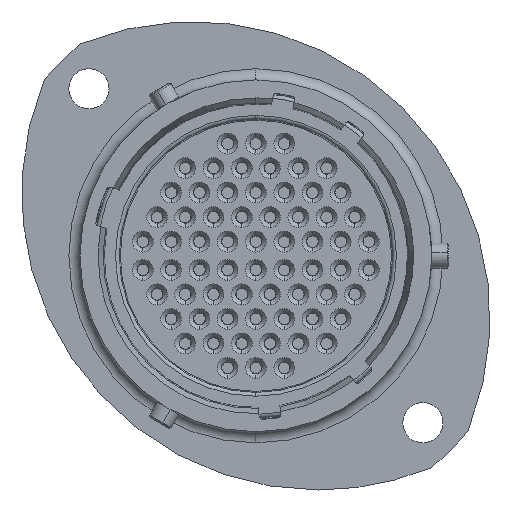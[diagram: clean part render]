
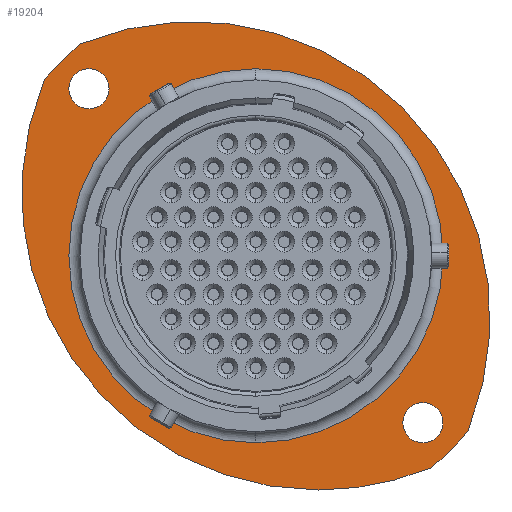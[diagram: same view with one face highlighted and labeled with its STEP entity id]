
A CAD part, left-side view. The second image highlights one B-rep face of the part: STEP entity #19204.
In plain terms, the highlighted planar face has unit normal (-1, 0, 0).
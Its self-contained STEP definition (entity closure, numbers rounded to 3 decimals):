
#964 = ORIENTED_EDGE ( 'NONE', *, *, #23147, .T. ) ;
#1937 = AXIS2_PLACEMENT_3D ( 'NONE', #36367, #32441, #3234 ) ;
#2213 = CIRCLE ( 'NONE', #50198, 15.13 ) ;
#2810 = VERTEX_POINT ( 'NONE', #27493 ) ;
#3023 = DIRECTION ( 'NONE',  ( 0., 0., 1. ) ) ;
#3234 = DIRECTION ( 'NONE',  ( 0., 0., -1. ) ) ;
#3389 = DIRECTION ( 'NONE',  ( 1., 0., 0. ) ) ;
#3493 = DIRECTION ( 'NONE',  ( -1., 0., 0. ) ) ;
#4054 = VERTEX_POINT ( 'NONE', #52043 ) ;
#5042 = EDGE_CURVE ( 'NONE', #6372, #4054, #16455, .T. ) ;
#5541 = ORIENTED_EDGE ( 'NONE', *, *, #16859, .T. ) ;
#5987 = EDGE_CURVE ( 'NONE', #20424, #37032, #2213, .T. ) ;
#6372 = VERTEX_POINT ( 'NONE', #34366 ) ;
#6811 = AXIS2_PLACEMENT_3D ( 'NONE', #37619, #17273, #42303 ) ;
#6890 = CIRCLE ( 'NONE', #43285, 24. ) ;
#7081 = EDGE_CURVE ( 'NONE', #51521, #27797, #50320, .T. ) ;
#8420 = EDGE_LOOP ( 'NONE', ( #11944, #26175 ) ) ;
#8696 = CARTESIAN_POINT ( 'NONE',  ( 15.98, 5.056, -5.056 ) ) ;
#8777 = FACE_BOUND ( 'NONE', #8420, .T. ) ;
#9714 = AXIS2_PLACEMENT_3D ( 'NONE', #16959, #37457, #33366 ) ;
#10724 = DIRECTION ( 'NONE',  ( 0., 0., -1. ) ) ;
#11944 = ORIENTED_EDGE ( 'NONE', *, *, #42193, .F. ) ;
#11946 = EDGE_CURVE ( 'NONE', #4054, #2810, #6890, .T. ) ;
#13295 = CARTESIAN_POINT ( 'NONE',  ( 15.98, 13.506, 13.506 ) ) ;
#13588 = EDGE_LOOP ( 'NONE', ( #40602, #32199 ) ) ;
#14139 = CARTESIAN_POINT ( 'NONE',  ( 15.98, 17.138, 14.19 ) ) ;
#15941 = EDGE_CURVE ( 'NONE', #27797, #51521, #21856, .T. ) ;
#16014 = EDGE_LOOP ( 'NONE', ( #39051, #22205 ) ) ;
#16455 = CIRCLE ( 'NONE', #40514, 22.25 ) ;
#16859 = EDGE_CURVE ( 'NONE', #23975, #6372, #36288, .T. ) ;
#16959 = CARTESIAN_POINT ( 'NONE',  ( 15.98, -13.506, -13.506 ) ) ;
#17273 = DIRECTION ( 'NONE',  ( -1., 0., 0. ) ) ;
#17895 = DIRECTION ( 'NONE',  ( -1., 0., 0. ) ) ;
#18174 = CARTESIAN_POINT ( 'NONE',  ( 15.98, 14.23, 0. ) ) ;
#18188 = DIRECTION ( 'NONE',  ( 0., 0., -1. ) ) ;
#18276 = FACE_OUTER_BOUND ( 'NONE', #41997, .T. ) ;
#18321 = CIRCLE ( 'NONE', #31746, 22.25 ) ;
#18638 = DIRECTION ( 'NONE',  ( -1., 0., 0. ) ) ;
#19204 = ADVANCED_FACE ( 'NONE', ( #8777, #24668, #38761, #18276 ), #38760, .F. ) ;
#19371 = CARTESIAN_POINT ( 'NONE',  ( 15.98, 0., 0. ) ) ;
#19536 = CARTESIAN_POINT ( 'NONE',  ( 15.98, 0., 0. ) ) ;
#20424 = VERTEX_POINT ( 'NONE', #40614 ) ;
#20854 = AXIS2_PLACEMENT_3D ( 'NONE', #13295, #17895, #46519 ) ;
#21856 = CIRCLE ( 'NONE', #9714, 1.625 ) ;
#22010 = CARTESIAN_POINT ( 'NONE',  ( 15.98, 0., 15.13 ) ) ;
#22138 = CARTESIAN_POINT ( 'NONE',  ( 15.98, -13.506, -13.506 ) ) ;
#22205 = ORIENTED_EDGE ( 'NONE', *, *, #29636, .T. ) ;
#23147 = EDGE_CURVE ( 'NONE', #46411, #23975, #40418, .T. ) ;
#23652 = ORIENTED_EDGE ( 'NONE', *, *, #24397, .T. ) ;
#23666 = DIRECTION ( 'NONE',  ( -1., 0., 0. ) ) ;
#23744 = VERTEX_POINT ( 'NONE', #44576 ) ;
#23975 = VERTEX_POINT ( 'NONE', #33126 ) ;
#24280 = DIRECTION ( 'NONE',  ( 0., 0., 1. ) ) ;
#24397 = EDGE_CURVE ( 'NONE', #2810, #46411, #18321, .T. ) ;
#24542 = DIRECTION ( 'NONE',  ( 0., 0., -1. ) ) ;
#24668 = FACE_BOUND ( 'NONE', #13588, .T. ) ;
#25156 = EDGE_CURVE ( 'NONE', #23744, #37528, #50228, .T. ) ;
#25477 = CIRCLE ( 'NONE', #6811, 1.625 ) ;
#26175 = ORIENTED_EDGE ( 'NONE', *, *, #25156, .F. ) ;
#26224 = CIRCLE ( 'NONE', #1937, 15.13 ) ;
#27493 = CARTESIAN_POINT ( 'NONE',  ( 15.98, 14.19, 17.138 ) ) ;
#27777 = CARTESIAN_POINT ( 'NONE',  ( 15.98, -13.506, -15.131 ) ) ;
#27797 = VERTEX_POINT ( 'NONE', #27777 ) ;
#29185 = DIRECTION ( 'NONE',  ( 0., 0., -1. ) ) ;
#29636 = EDGE_CURVE ( 'NONE', #37032, #20424, #26224, .T. ) ;
#31746 = AXIS2_PLACEMENT_3D ( 'NONE', #52571, #3493, #24280 ) ;
#31805 = AXIS2_PLACEMENT_3D ( 'NONE', #51552, #18638, #51369 ) ;
#32199 = ORIENTED_EDGE ( 'NONE', *, *, #7081, .F. ) ;
#32441 = DIRECTION ( 'NONE',  ( 1., 0., 0. ) ) ;
#33020 = CARTESIAN_POINT ( 'NONE',  ( 15.98, -13.506, -11.881 ) ) ;
#33126 = CARTESIAN_POINT ( 'NONE',  ( 15.98, -5.056, -18.944 ) ) ;
#33366 = DIRECTION ( 'NONE',  ( 0., 0., -1. ) ) ;
#34366 = CARTESIAN_POINT ( 'NONE',  ( 15.98, -14.19, -17.138 ) ) ;
#36288 = CIRCLE ( 'NONE', #31805, 24. ) ;
#36367 = CARTESIAN_POINT ( 'NONE',  ( 15.98, 0., 0. ) ) ;
#36516 = AXIS2_PLACEMENT_3D ( 'NONE', #18174, #47148, #10724 ) ;
#37032 = VERTEX_POINT ( 'NONE', #22010 ) ;
#37419 = DIRECTION ( 'NONE',  ( -1., 0., 0. ) ) ;
#37457 = DIRECTION ( 'NONE',  ( -1., 0., 0. ) ) ;
#37528 = VERTEX_POINT ( 'NONE', #37692 ) ;
#37619 = CARTESIAN_POINT ( 'NONE',  ( 15.98, 13.506, 13.506 ) ) ;
#37692 = CARTESIAN_POINT ( 'NONE',  ( 15.98, 13.506, 11.881 ) ) ;
#38760 = PLANE ( 'NONE',  #36516 ) ;
#38761 = FACE_BOUND ( 'NONE', #16014, .T. ) ;
#39051 = ORIENTED_EDGE ( 'NONE', *, *, #5987, .T. ) ;
#39980 = DIRECTION ( 'NONE',  ( 0., 0., -1. ) ) ;
#40372 = AXIS2_PLACEMENT_3D ( 'NONE', #22138, #42730, #18188 ) ;
#40382 = AXIS2_PLACEMENT_3D ( 'NONE', #49251, #45152, #24542 ) ;
#40418 = CIRCLE ( 'NONE', #40382, 24. ) ;
#40514 = AXIS2_PLACEMENT_3D ( 'NONE', #19536, #23666, #3023 ) ;
#40602 = ORIENTED_EDGE ( 'NONE', *, *, #15941, .F. ) ;
#40614 = CARTESIAN_POINT ( 'NONE',  ( 15.98, 0., -15.13 ) ) ;
#41997 = EDGE_LOOP ( 'NONE', ( #964, #5541, #47162, #46816, #23652 ) ) ;
#42193 = EDGE_CURVE ( 'NONE', #37528, #23744, #25477, .T. ) ;
#42303 = DIRECTION ( 'NONE',  ( 0., 0., -1. ) ) ;
#42730 = DIRECTION ( 'NONE',  ( -1., 0., 0. ) ) ;
#43285 = AXIS2_PLACEMENT_3D ( 'NONE', #8696, #37419, #29185 ) ;
#44576 = CARTESIAN_POINT ( 'NONE',  ( 15.98, 13.506, 15.131 ) ) ;
#45152 = DIRECTION ( 'NONE',  ( -1., 0., 0. ) ) ;
#46411 = VERTEX_POINT ( 'NONE', #14139 ) ;
#46519 = DIRECTION ( 'NONE',  ( 0., 0., -1. ) ) ;
#46816 = ORIENTED_EDGE ( 'NONE', *, *, #11946, .T. ) ;
#47148 = DIRECTION ( 'NONE',  ( 1., 0., 0. ) ) ;
#47162 = ORIENTED_EDGE ( 'NONE', *, *, #5042, .T. ) ;
#49251 = CARTESIAN_POINT ( 'NONE',  ( 15.98, -5.056, 5.056 ) ) ;
#50198 = AXIS2_PLACEMENT_3D ( 'NONE', #19371, #3389, #39980 ) ;
#50228 = CIRCLE ( 'NONE', #20854, 1.625 ) ;
#50320 = CIRCLE ( 'NONE', #40372, 1.625 ) ;
#51369 = DIRECTION ( 'NONE',  ( 0., 0., -1. ) ) ;
#51521 = VERTEX_POINT ( 'NONE', #33020 ) ;
#51552 = CARTESIAN_POINT ( 'NONE',  ( 15.98, -5.056, 5.056 ) ) ;
#52043 = CARTESIAN_POINT ( 'NONE',  ( 15.98, -17.138, -14.19 ) ) ;
#52571 = CARTESIAN_POINT ( 'NONE',  ( 15.98, 0., 0. ) ) ;
